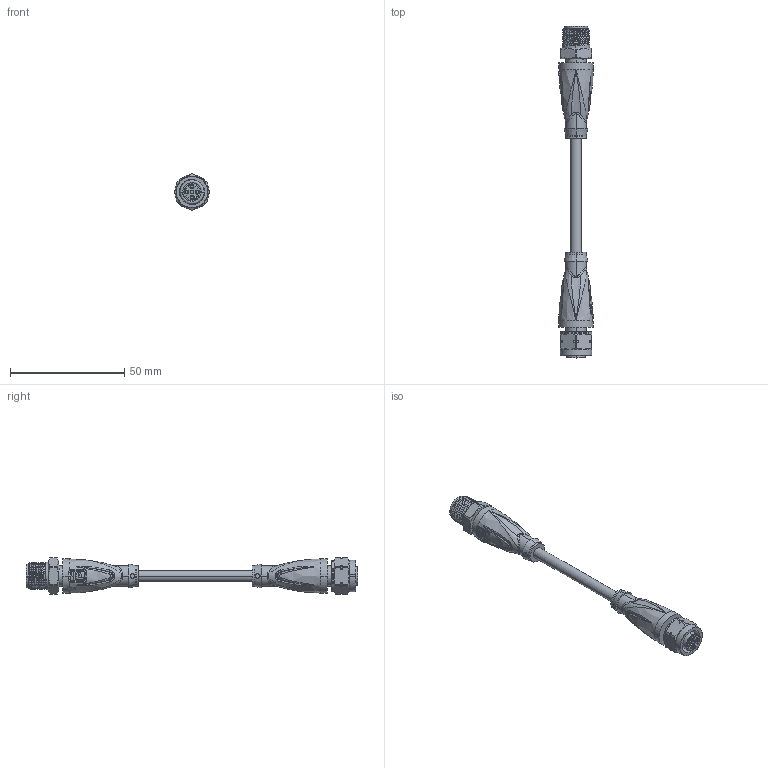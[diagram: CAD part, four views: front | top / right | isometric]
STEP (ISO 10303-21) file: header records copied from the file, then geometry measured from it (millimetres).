
FILE_DESCRIPTION(('STEP AP214'),'1');
FILE_NAME('cctmp_4C9108B5-9D52-4FC8-A58B-4BCB42BF4717_2022_04_27_10_32_24_0193..stp','2022-04-27T08:32:31',('KiM GmbH'),('CADClick - www.CADClick.com'),'Spatial InterOp 3D postprocessed',' ','unknown authorization');
FILE_SCHEMA(('AUTOMOTIVE_DESIGN'));
Length unit declared in the file: millimetre
Products named in the file (9): Connection2; Connection2_2; Connection2_1; T195712_1; Cable; Connection1; Connection1_2; Connection1_1; T195712
Assembly tree (8 placements, depth 4):
  T195712
    T195712_1
      Connection2
        Connection2_2
        Connection2_1
      Cable
      Connection1
        Connection1_2
        Connection1_1
Bounding box: 15 x 145.5 x 15.8 mm (x, y, z)
Volume: 12017.6 mm3; surface area: 8854 mm2
Topology: 7 solids, 7 shells, 1519 faces, 4021 edges, 2558 vertices
Faces by surface type: plane 667, cylinder 453, bspline 176, cone 123, torus 88, sphere 8, extrusion 4
Entity records: 76779 total; most frequent: CARTESIAN_POINT 34995, ORIENTED_EDGE 7980, DIRECTION 7509, EDGE_CURVE 3990, AXIS2_PLACEMENT_3D 2672, VERTEX_POINT 2558, VECTOR 2165, LINE 2161
